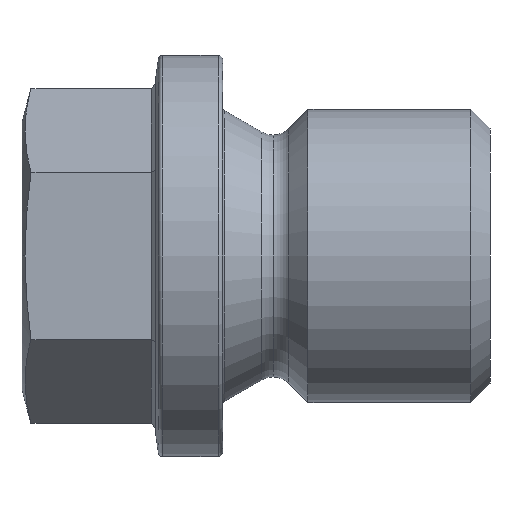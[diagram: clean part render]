
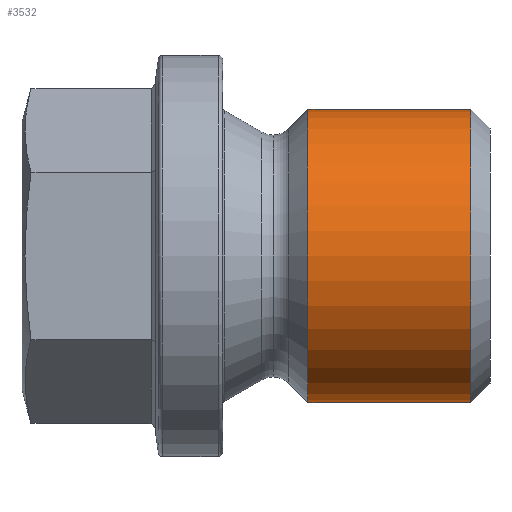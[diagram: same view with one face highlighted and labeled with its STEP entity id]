
A CAD part, front view. The second image highlights one B-rep face of the part: STEP entity #3532.
In plain terms, the highlighted cylindrical face has radius 6.58 mm (diameter 13.16 mm), a partial arc.
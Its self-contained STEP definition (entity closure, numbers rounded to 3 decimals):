
#627 = VERTEX_POINT ( 'NONE', #7074 ) ;
#809 = CARTESIAN_POINT ( 'NONE',  ( -23.608, 0., 0. ) ) ;
#950 = ORIENTED_EDGE ( 'NONE', *, *, #8973, .T. ) ;
#1236 = CYLINDRICAL_SURFACE ( 'NONE', #12610, 6.58 ) ;
#1670 = VECTOR ( 'NONE', #2012, 1000. ) ;
#1759 = LINE ( 'NONE', #8806, #5381 ) ;
#2012 = DIRECTION ( 'NONE',  ( -1., 0., 0. ) ) ;
#2070 = DIRECTION ( 'NONE',  ( -1., 0., 0. ) ) ;
#2244 = EDGE_CURVE ( 'NONE', #4036, #5459, #9366, .T. ) ;
#2309 = DIRECTION ( 'NONE',  ( 0., 0., 1. ) ) ;
#2456 = CARTESIAN_POINT ( 'NONE',  ( 3.832, 0., 6.58 ) ) ;
#3391 = EDGE_CURVE ( 'NONE', #4036, #627, #1759, .T. ) ;
#3470 = EDGE_LOOP ( 'NONE', ( #11379, #5142, #950, #7044 ) ) ;
#3532 = ADVANCED_FACE ( 'NONE', ( #6640 ), #1236, .T. ) ;
#3858 = CARTESIAN_POINT ( 'NONE',  ( -23.608, 0., 6.58 ) ) ;
#4036 = VERTEX_POINT ( 'NONE', #8401 ) ;
#4793 = DIRECTION ( 'NONE',  ( 0., 0., 1. ) ) ;
#5142 = ORIENTED_EDGE ( 'NONE', *, *, #2244, .T. ) ;
#5381 = VECTOR ( 'NONE', #10891, 1000. ) ;
#5389 = DIRECTION ( 'NONE',  ( -1., 0., 0. ) ) ;
#5459 = VERTEX_POINT ( 'NONE', #8030 ) ;
#5684 = DIRECTION ( 'NONE',  ( -1., 0., 0. ) ) ;
#5700 = AXIS2_PLACEMENT_3D ( 'NONE', #7358, #5389, #10379 ) ;
#6640 = FACE_OUTER_BOUND ( 'NONE', #3470, .T. ) ;
#7044 = ORIENTED_EDGE ( 'NONE', *, *, #12295, .F. ) ;
#7074 = CARTESIAN_POINT ( 'NONE',  ( 3.832, 0., -6.58 ) ) ;
#7358 = CARTESIAN_POINT ( 'NONE',  ( 11.14, 0., 0. ) ) ;
#8030 = CARTESIAN_POINT ( 'NONE',  ( 11.14, 0., 6.58 ) ) ;
#8401 = CARTESIAN_POINT ( 'NONE',  ( 11.14, 0., -6.58 ) ) ;
#8628 = LINE ( 'NONE', #3858, #1670 ) ;
#8752 = AXIS2_PLACEMENT_3D ( 'NONE', #10765, #5684, #4793 ) ;
#8806 = CARTESIAN_POINT ( 'NONE',  ( -23.608, 0., -6.58 ) ) ;
#8973 = EDGE_CURVE ( 'NONE', #5459, #12756, #8628, .T. ) ;
#9366 = CIRCLE ( 'NONE', #5700, 6.58 ) ;
#9651 = CIRCLE ( 'NONE', #8752, 6.58 ) ;
#10379 = DIRECTION ( 'NONE',  ( 0., 0., 1. ) ) ;
#10765 = CARTESIAN_POINT ( 'NONE',  ( 3.832, 0., 0. ) ) ;
#10891 = DIRECTION ( 'NONE',  ( -1., 0., 0. ) ) ;
#11379 = ORIENTED_EDGE ( 'NONE', *, *, #3391, .F. ) ;
#12295 = EDGE_CURVE ( 'NONE', #627, #12756, #9651, .T. ) ;
#12610 = AXIS2_PLACEMENT_3D ( 'NONE', #809, #2070, #2309 ) ;
#12756 = VERTEX_POINT ( 'NONE', #2456 ) ;
